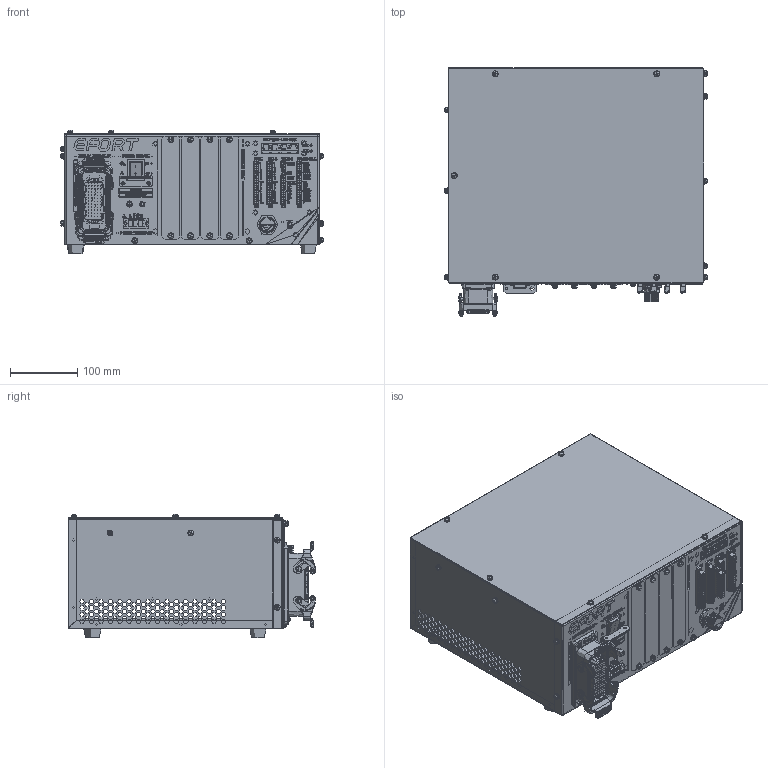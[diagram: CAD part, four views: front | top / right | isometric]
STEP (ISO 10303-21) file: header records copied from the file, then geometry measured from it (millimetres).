
FILE_DESCRIPTION((' '),'2;1');
FILE_NAME( 'EC-C C____.stp', '2024-08-31T18:21:34', (' '), ('--- Datakit www.datakit.com---'), ' Datakit CrossCadWare V2020.2 Mar 31 2020', 'DATAKIT 2024 (c)', ' ');
FILE_SCHEMA(('AP242_MANAGED_MODEL_BASED_3D_ENGINEERING_MIM_LF { 1 0 10303 442 1 1 4 }'));
Length unit declared in the file: millimetre
Products named in the file (1): EC-C C型控制柜
Bounding box: 390.2 x 368.68 x 183.1 mm (x, y, z)
Surface area: 1061201.6 mm2 (no closed solid volume)
Topology: 0 solids, 1073 shells, 7484 faces, 40087 edges, 32856 vertices
Faces by surface type: plane 5028, cylinder 1185, bspline 762, revolution 284, cone 163, torus 62
Full cylindrical faces by diameter (mm): 0.45 x7, 1.2 x8, 1.3 x2, 1.85 x2, 1.9 x2, 2 x2, 2.15 x1, 2.4 x2, 2.5 x2, 2.95 x6, 3 x1, 3.1 x121, 3.2 x8, 3.5 x2, 3.8 x10, 3.9 x58, 3.95 x5, 4 x5, 4.1 x13, 4.3 x1, 4.9 x4, 5.5 x1, 6 x9, 6.3 x2, 6.4 x2, 6.5 x6, 7 x4, 7.4 x3, 8 x29, 8.3 x4
Entity records: 476600 total; most frequent: CARTESIAN_POINT 177697, ORIENTED_EDGE 51642, DIRECTION 50292, EDGE_CURVE 39238, VERTEX_POINT 32614, VECTOR 29324, LINE 29324, AXIS2_PLACEMENT_3D 10342
